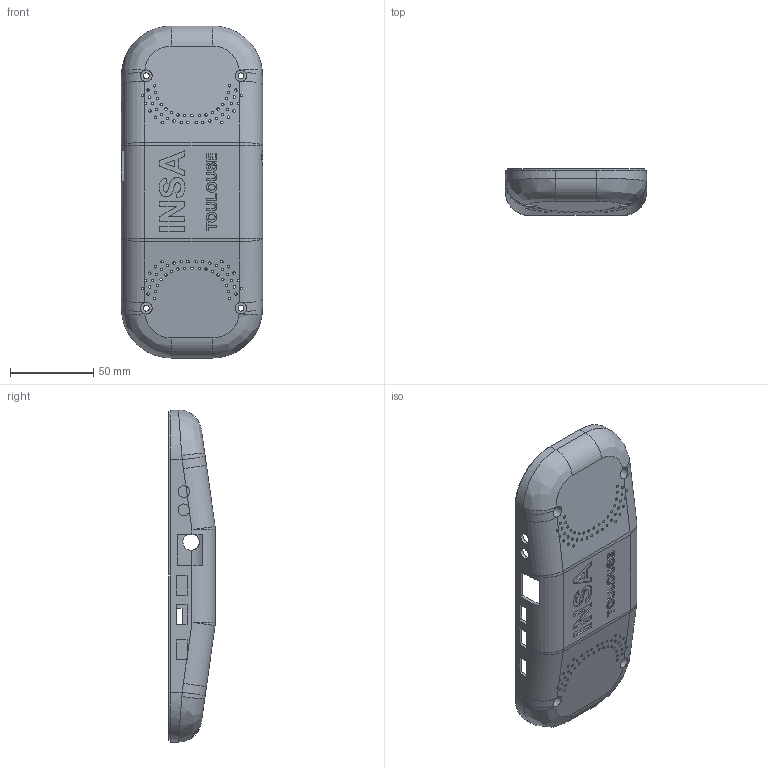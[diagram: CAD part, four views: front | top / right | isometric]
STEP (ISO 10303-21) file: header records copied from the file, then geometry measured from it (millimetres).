
FILE_DESCRIPTION(/* description */ (''),/* implementation_level */ '2;1');
FILE_NAME(/* name */ 'Partie basse-slim.stp',/* time_stamp */ '2019-04-23T11:32:18+02:00',/* author */ ('dimercur'),/* organization */ (''),/* preprocessor_version */ 'ST-DEVELOPER v17',/* originating_system */ 'Autodesk Inventor 2019',/* authorisation */ '');
FILE_SCHEMA (('AUTOMOTIVE_DESIGN { 1 0 10303 214 3 1 1 }'));
Length unit declared in the file: millimetre
Products named in the file (1): Partie basse-slim
Bounding box: 85 x 28 x 200 mm (x, y, z)
Volume: 48437.5 mm3; surface area: 52339.7 mm2
Topology: 1 solids, 1 shells, 357 faces, 1194 edges, 838 vertices
Faces by surface type: cylinder 141, plane 130, bspline 78, sphere 8
Full cylindrical faces by diameter (mm): 1.5 x90, 3.5 x4, 7 x6, 10 x1, 11 x4
Entity records: 15453 total; most frequent: CARTESIAN_POINT 4622, ORIENTED_EDGE 2388, DIRECTION 2042, EDGE_CURVE 1194, VERTEX_POINT 838, AXIS2_PLACEMENT_3D 756, EDGE_LOOP 560, LINE 530
